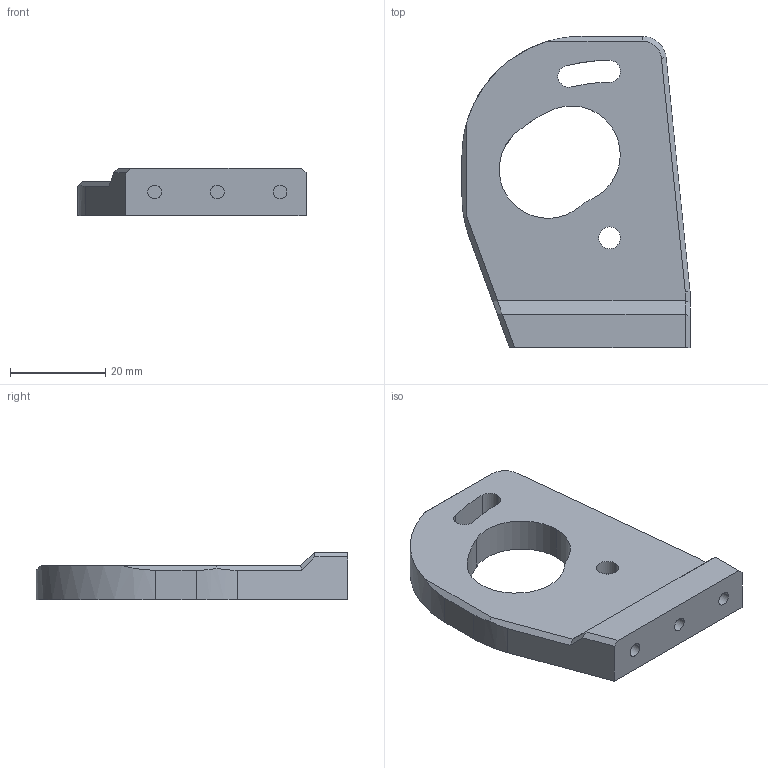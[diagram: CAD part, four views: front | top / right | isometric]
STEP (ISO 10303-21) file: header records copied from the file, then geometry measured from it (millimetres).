
FILE_DESCRIPTION (( 'STEP AP203' ), '1' );
FILE_NAME ('11_DEC_motor_mount_v8_low.step', '2021-01-10T11:55:15', ( '' ), ( '' ), 'SwSTEP 2.0', 'SolidWorks 2020', '' );
FILE_SCHEMA (( 'CONFIG_CONTROL_DESIGN' ));
Length unit declared in the file: millimetre
Products named in the file (1): 11_DEC_motor_mount_v8_low
Bounding box: 47.9 x 65.37 x 10 mm (x, y, z)
Volume: 16356.1 mm3; surface area: 7049.5 mm2
Topology: 1 solids, 1 shells, 48 faces, 120 edges, 77 vertices
Faces by surface type: cylinder 23, plane 22, cone 3
Entity records: 1527 total; most frequent: DIRECTION 260, CARTESIAN_POINT 258, ORIENTED_EDGE 240, EDGE_CURVE 120, AXIS2_PLACEMENT_3D 95, VERTEX_POINT 77, VECTOR 70, LINE 70
